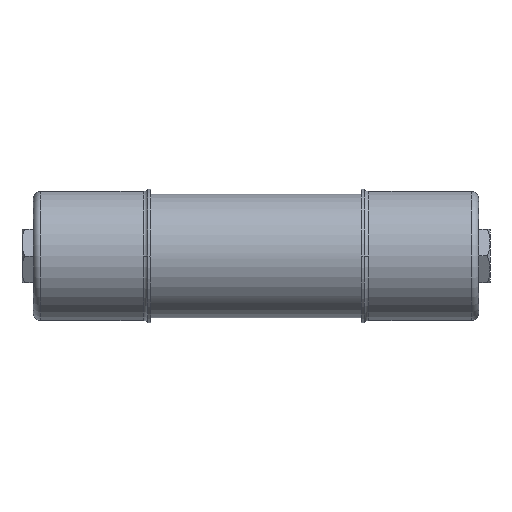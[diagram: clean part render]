
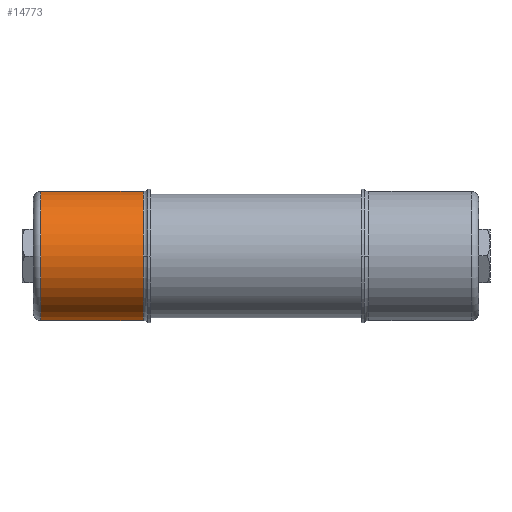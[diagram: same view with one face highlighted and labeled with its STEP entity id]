
A CAD part, front view. The second image highlights one B-rep face of the part: STEP entity #14773.
In plain terms, the highlighted cylindrical face has radius 38.075 mm (diameter 76.149 mm), a partial arc.
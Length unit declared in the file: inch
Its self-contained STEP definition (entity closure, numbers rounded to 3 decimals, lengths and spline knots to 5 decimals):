
#478 = DIRECTION ( 'NONE',  ( 0., 0., -1. ) ) ;
#554 = CARTESIAN_POINT ( 'NONE',  ( 2.49362, 0., 0. ) ) ;
#558 = EDGE_CURVE ( 'NONE', #5322, #12602, #13981, .T. ) ;
#874 = VERTEX_POINT ( 'NONE', #13994 ) ;
#907 = CARTESIAN_POINT ( 'NONE',  ( 0., 0., 0. ) ) ;
#1269 = VECTOR ( 'NONE', #4332, 39.37008 ) ;
#2119 = DIRECTION ( 'NONE',  ( 0., 0., -1. ) ) ;
#2590 = LINE ( 'NONE', #6082, #9688 ) ;
#2694 = DIRECTION ( 'NONE',  ( 1., 0., 0. ) ) ;
#2851 = CARTESIAN_POINT ( 'NONE',  ( 2.49362, 0., -1.499 ) ) ;
#2948 = AXIS2_PLACEMENT_3D ( 'NONE', #907, #8903, #2119 ) ;
#3127 = ORIENTED_EDGE ( 'NONE', *, *, #11330, .F. ) ;
#3232 = CARTESIAN_POINT ( 'NONE',  ( 2.49362, -1.499, 0. ) ) ;
#3364 = DIRECTION ( 'NONE',  ( 1., 0., 0. ) ) ;
#3657 = EDGE_CURVE ( 'NONE', #874, #10098, #2590, .T. ) ;
#4070 = CIRCLE ( 'NONE', #9655, 1.499 ) ;
#4305 = ORIENTED_EDGE ( 'NONE', *, *, #6653, .F. ) ;
#4332 = DIRECTION ( 'NONE',  ( 1., 0., 0. ) ) ;
#4379 = CARTESIAN_POINT ( 'NONE',  ( 2.49362, 0., 1.499 ) ) ;
#5196 = DIRECTION ( 'NONE',  ( 1., 0., 0. ) ) ;
#5322 = VERTEX_POINT ( 'NONE', #4379 ) ;
#5424 = ORIENTED_EDGE ( 'NONE', *, *, #3657, .T. ) ;
#6082 = CARTESIAN_POINT ( 'NONE',  ( 0., 0., -1.499 ) ) ;
#6094 = CARTESIAN_POINT ( 'NONE',  ( 0.11, 0., 1.499 ) ) ;
#6261 = FACE_OUTER_BOUND ( 'NONE', #8298, .T. ) ;
#6653 = EDGE_CURVE ( 'NONE', #12602, #10098, #4070, .T. ) ;
#6786 = EDGE_CURVE ( 'NONE', #8787, #874, #9136, .T. ) ;
#6812 = ORIENTED_EDGE ( 'NONE', *, *, #558, .F. ) ;
#7470 = AXIS2_PLACEMENT_3D ( 'NONE', #554, #5196, #12105 ) ;
#7576 = ORIENTED_EDGE ( 'NONE', *, *, #6786, .T. ) ;
#7628 = CYLINDRICAL_SURFACE ( 'NONE', #2948, 1.499 ) ;
#8298 = EDGE_LOOP ( 'NONE', ( #3127, #7576, #5424, #4305, #6812 ) ) ;
#8787 = VERTEX_POINT ( 'NONE', #6094 ) ;
#8903 = DIRECTION ( 'NONE',  ( 1., 0., 0. ) ) ;
#9136 = CIRCLE ( 'NONE', #13260, 1.499 ) ;
#9301 = CARTESIAN_POINT ( 'NONE',  ( 2.49362, 0., 0. ) ) ;
#9342 = DIRECTION ( 'NONE',  ( 1., 0., 0. ) ) ;
#9655 = AXIS2_PLACEMENT_3D ( 'NONE', #9301, #3364, #11404 ) ;
#9688 = VECTOR ( 'NONE', #9342, 39.37008 ) ;
#10098 = VERTEX_POINT ( 'NONE', #2851 ) ;
#10324 = CARTESIAN_POINT ( 'NONE',  ( 0., 0., 1.499 ) ) ;
#11330 = EDGE_CURVE ( 'NONE', #8787, #5322, #11614, .T. ) ;
#11404 = DIRECTION ( 'NONE',  ( 0., 0., -1. ) ) ;
#11614 = LINE ( 'NONE', #10324, #1269 ) ;
#12105 = DIRECTION ( 'NONE',  ( 0., 0., -1. ) ) ;
#12602 = VERTEX_POINT ( 'NONE', #3232 ) ;
#13080 = CARTESIAN_POINT ( 'NONE',  ( 0.11, 0., 0. ) ) ;
#13260 = AXIS2_PLACEMENT_3D ( 'NONE', #13080, #2694, #478 ) ;
#13981 = CIRCLE ( 'NONE', #7470, 1.499 ) ;
#13994 = CARTESIAN_POINT ( 'NONE',  ( 0.11, 0., -1.499 ) ) ;
#14773 = ADVANCED_FACE ( 'NONE', ( #6261 ), #7628, .T. ) ;
